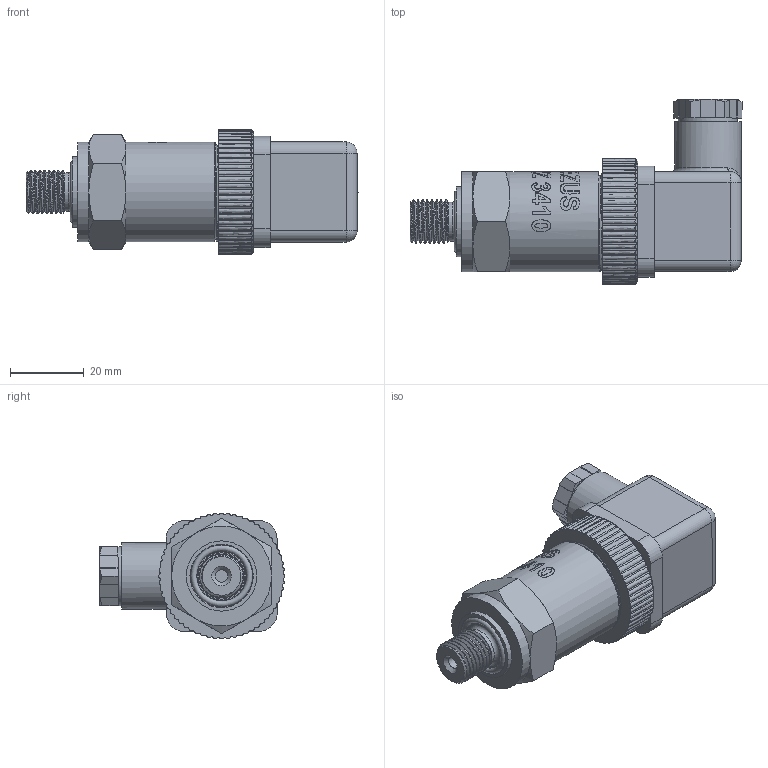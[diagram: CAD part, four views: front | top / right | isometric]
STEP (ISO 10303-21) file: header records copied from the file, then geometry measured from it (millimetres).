
FILE_DESCRIPTION(/* description */ (''),/* implementation_level */ '2;1');
FILE_NAME(/* name */ 'APZ3410_12_DIN43650A.step',/* time_stamp */ '2021-06-17T12:31:48+03:00',/* author */ (''),/* organization */ (''),/* preprocessor_version */ 'ST-DEVELOPER v18.1',/* originating_system */ 'Autodesk Translation Framework v10.9.0.1377',/* authorisation */ '');
FILE_SCHEMA (('AUTOMOTIVE_DESIGN { 1 0 10303 214 3 1 1 }'));
Products named in the file (5): APZ3410_x_y; OMAL nut M27x1.5 v8; DIN 43650A male Hirshmann round base v3; DIN 43650A female part 28 mm high v6; M12x1,25 DIN
Assembly tree (4 placements, depth 2):
  APZ3410_x_y
    OMAL nut M27x1.5 v8
    DIN 43650A male Hirshmann round base v3
    DIN 43650A female part 28 mm high v6
    M12x1,25 DIN
Bounding box: 89.74 x 50.02 x 34 mm (x, y, z)
Volume: 55971 mm3; surface area: 19808.2 mm2
Topology: 5 solids, 5 shells, 1379 faces, 3800 edges, 2527 vertices
Faces by surface type: plane 562, bspline 534, cylinder 227, cone 32, torus 18, sphere 6
Full cylindrical faces by diameter (mm): 1.6 x4, 1.65 x4, 2 x1, 2.2 x1, 2.537 x6, 2.579 x1, 2.938 x10, 3.2 x1, 3.3 x1, 5 x1, 6 x1, 7.8 x1, 8 x1, 10 x1, 10.438 x7, 10.5 x1, 11.866 x7, 13.5 x1, 16 x1, 16.7 x1, 18 x1, 19 x1, 21 x1, 21.4 x2, 22 x1, 24.4 x1, 25.132 x4, 25.526 x4, 26.85 x3, 27 x2
Entity records: 63684 total; most frequent: CARTESIAN_POINT 32233, ORIENTED_EDGE 7596, DIRECTION 4589, EDGE_CURVE 3798, VERTEX_POINT 2527, LINE 1821, VECTOR 1821, EDGE_LOOP 1497
